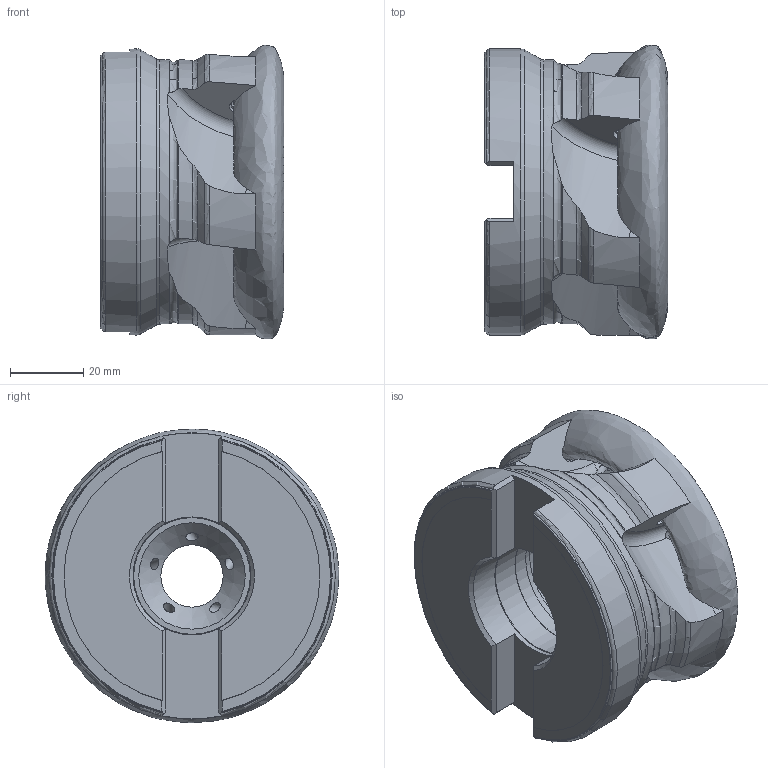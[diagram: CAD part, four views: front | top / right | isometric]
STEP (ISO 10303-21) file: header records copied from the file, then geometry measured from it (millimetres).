
FILE_DESCRIPTION (( 'STEP AP214' ), '1' );
FILE_NAME ('00PP-080-545-5.STEP', '2013-11-07T12:59:30', ( '' ), ( '' ), 'SwSTEP 2.0', 'SolidWorks 2013', '' );
FILE_SCHEMA (( 'AUTOMOTIVE_DESIGN' ));
Length unit declared in the file: millimetre
Products named in the file (1): 00PP-080-545-5
Bounding box: 50.01 x 80.05 x 80.02 mm (x, y, z)
Volume: 165182.9 mm3; surface area: 29433.3 mm2
Topology: 1 solids, 1 shells, 168 faces, 509 edges, 335 vertices
Faces by surface type: plane 62, cylinder 45, torus 36, cone 19, bspline 6
Full cylindrical faces by diameter (mm): 3 x5, 17 x1, 25 x1, 31.8 x1, 32 x1, 32.15 x1, 32.3 x1, 72 x1, 78 x1
Entity records: 7952 total; most frequent: CARTESIAN_POINT 3890, ORIENTED_EDGE 954, DIRECTION 681, EDGE_CURVE 477, VERTEX_POINT 324, AXIS2_PLACEMENT_3D 290, B_SPLINE_CURVE_WITH_KNOTS 221, EDGE_LOOP 201
